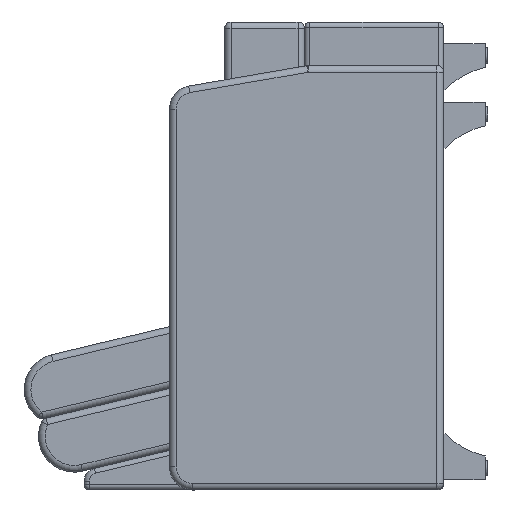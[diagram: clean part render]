
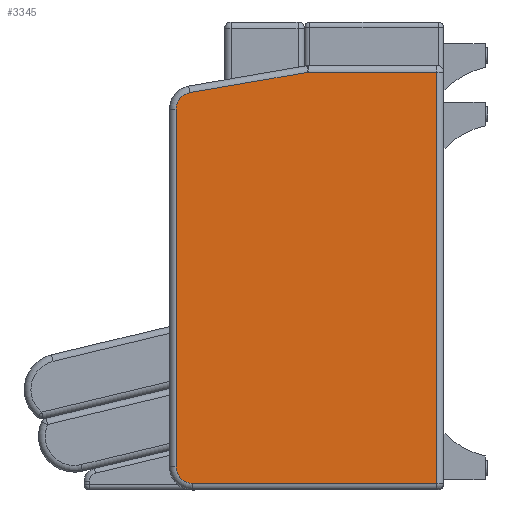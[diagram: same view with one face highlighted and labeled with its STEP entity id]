
A CAD part, left-side view. The second image highlights one B-rep face of the part: STEP entity #3345.
In plain terms, the highlighted face is planar.
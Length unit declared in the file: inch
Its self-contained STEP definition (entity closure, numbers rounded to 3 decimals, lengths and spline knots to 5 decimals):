
#223=PLANE('',#3993);
#494=FACE_OUTER_BOUND('',#735,.T.);
#735=EDGE_LOOP('',(#2967,#2968,#2969,#2970,#2971,#2972,#2973,#2974));
#952=LINE('',#6244,#1171);
#953=LINE('',#6252,#1172);
#954=LINE('',#6260,#1173);
#955=LINE('',#6275,#1174);
#957=LINE('',#6280,#1176);
#1171=VECTOR('',#5113,0.3937);
#1172=VECTOR('',#5124,0.3937);
#1173=VECTOR('',#5135,0.3937);
#1174=VECTOR('',#5142,0.3937);
#1176=VECTOR('',#5148,0.3937);
#1394=CIRCLE('',#3981,1.25);
#1397=CIRCLE('',#3986,1.25);
#1400=CIRCLE('',#3990,0.25);
#1639=VERTEX_POINT('',#6234);
#1642=VERTEX_POINT('',#6241);
#1643=VERTEX_POINT('',#6246);
#1644=VERTEX_POINT('',#6250);
#1645=VERTEX_POINT('',#6254);
#1646=VERTEX_POINT('',#6258);
#1647=VERTEX_POINT('',#6270);
#1648=VERTEX_POINT('',#6274);
#2081=EDGE_CURVE('',#1639,#1642,#952,.T.);
#2083=EDGE_CURVE('',#1642,#1643,#1394,.T.);
#2085=EDGE_CURVE('',#1643,#1644,#953,.T.);
#2087=EDGE_CURVE('',#1644,#1645,#1397,.T.);
#2089=EDGE_CURVE('',#1645,#1646,#954,.T.);
#2091=EDGE_CURVE('',#1646,#1647,#1400,.T.);
#2092=EDGE_CURVE('',#1647,#1648,#955,.T.);
#2095=EDGE_CURVE('',#1648,#1639,#957,.T.);
#2967=ORIENTED_EDGE('',*,*,#2091,.F.);
#2968=ORIENTED_EDGE('',*,*,#2089,.F.);
#2969=ORIENTED_EDGE('',*,*,#2087,.F.);
#2970=ORIENTED_EDGE('',*,*,#2085,.F.);
#2971=ORIENTED_EDGE('',*,*,#2083,.F.);
#2972=ORIENTED_EDGE('',*,*,#2081,.F.);
#2973=ORIENTED_EDGE('',*,*,#2095,.F.);
#2974=ORIENTED_EDGE('',*,*,#2092,.F.);
#3345=ADVANCED_FACE('',(#494),#223,.T.);
#3981=AXIS2_PLACEMENT_3D('',#6248,#5118,#5119);
#3986=AXIS2_PLACEMENT_3D('',#6256,#5129,#5130);
#3990=AXIS2_PLACEMENT_3D('',#6272,#5138,#5139);
#3993=AXIS2_PLACEMENT_3D('',#6279,#5146,#5147);
#5113=DIRECTION('',(0.,1.,0.));
#5118=DIRECTION('center_axis',(-1.,0.,0.));
#5119=DIRECTION('ref_axis',(0.,0.707,0.707));
#5124=DIRECTION('',(0.,0.,-1.));
#5129=DIRECTION('center_axis',(-1.,0.,0.));
#5130=DIRECTION('ref_axis',(0.,0.765,-0.644));
#5135=DIRECTION('',(0.,-0.985,-0.17));
#5138=DIRECTION('center_axis',(-1.,0.,0.));
#5139=DIRECTION('ref_axis',(0.,0.996,-0.084));
#5142=DIRECTION('',(0.,-1.,0.));
#5146=DIRECTION('center_axis',(1.,0.,0.));
#5147=DIRECTION('ref_axis',(0.,0.,-1.));
#5148=DIRECTION('',(0.,0.,1.));
#6234=CARTESIAN_POINT('',(1.5,-9.44369,13.97163));
#6241=CARTESIAN_POINT('',(1.5,8.80631,13.97163));
#6244=CARTESIAN_POINT('',(1.5,4.11427,13.97163));
#6246=CARTESIAN_POINT('',(1.5,10.05631,12.72163));
#6248=CARTESIAN_POINT('Origin',(1.5,8.80631,12.72163));
#6250=CARTESIAN_POINT('',(1.5,10.05631,-14.01027));
#6252=CARTESIAN_POINT('',(1.5,10.05631,-7.59598));
#6254=CARTESIAN_POINT('',(1.5,9.01913,-15.24202));
#6256=CARTESIAN_POINT('Origin',(1.5,8.80631,-14.01027));
#6258=CARTESIAN_POINT('',(1.5,0.181,-16.76903));
#6260=CARTESIAN_POINT('',(1.5,1.24514,-16.58518));
#6270=CARTESIAN_POINT('',(1.5,0.13844,-16.77268));
#6272=CARTESIAN_POINT('Origin',(1.5,0.13844,-16.52268));
#6274=CARTESIAN_POINT('',(1.5,-9.44369,-16.77268));
#6275=CARTESIAN_POINT('',(1.5,-5.13573,-16.77268));
#6279=CARTESIAN_POINT('Origin',(1.5,-0.32777,-1.1385));
#6280=CARTESIAN_POINT('',(1.5,-9.44369,6.54156));
